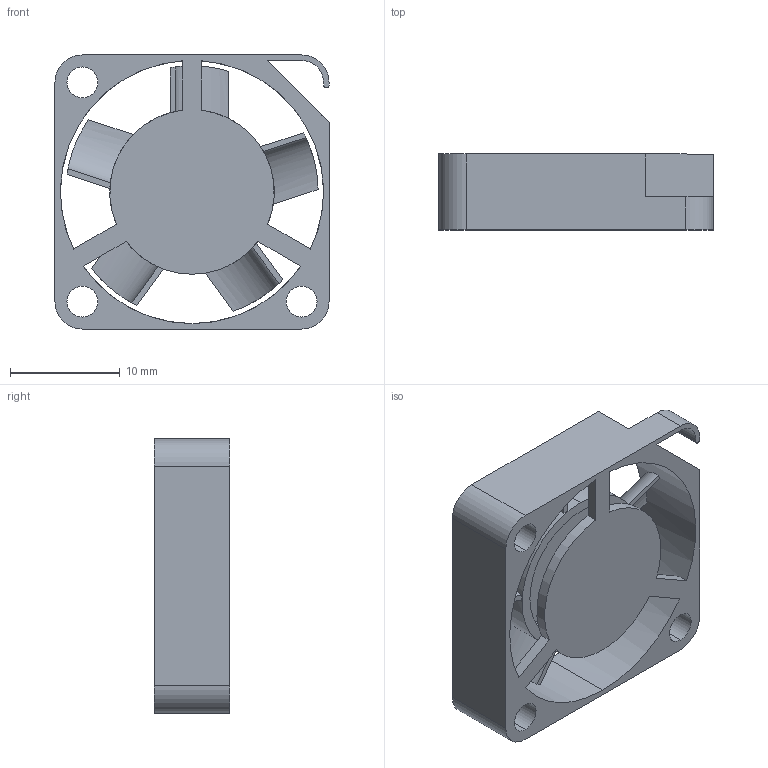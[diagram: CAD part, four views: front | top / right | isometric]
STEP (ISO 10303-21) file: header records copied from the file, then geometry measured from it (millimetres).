
FILE_DESCRIPTION (( 'STEP AP214' ), '1' );
FILE_NAME ('1330-B.STEP', '2015-10-07T08:09:35', ( '' ), ( '' ), 'SwSTEP 2.0', 'SolidWorks 2015', '' );
FILE_SCHEMA (( 'AUTOMOTIVE_DESIGN' ));
Length unit declared in the file: millimetre
Products named in the file (3): 1330-B fan base; 1330-B Fan rotor; 1330-B
Assembly tree (2 placements, depth 2):
  1330-B
    1330-B Fan rotor
    1330-B fan base
Bounding box: 25 x 6.9 x 25 mm (x, y, z)
Volume: 1493.8 mm3; surface area: 3078.7 mm2
Topology: 2 solids, 2 shells, 74 faces, 201 edges, 135 vertices
Faces by surface type: plane 32, cylinder 30, bspline 10, torus 2
Entity records: 3041 total; most frequent: CARTESIAN_POINT 1047, ORIENTED_EDGE 402, DIRECTION 382, EDGE_CURVE 201, AXIS2_PLACEMENT_3D 139, VERTEX_POINT 135, VECTOR 104, LINE 104
